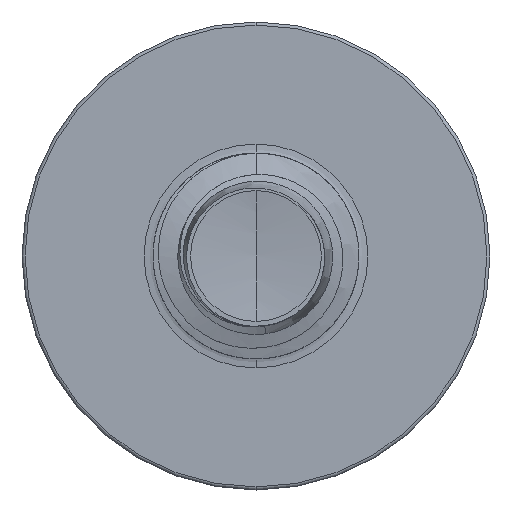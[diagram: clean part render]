
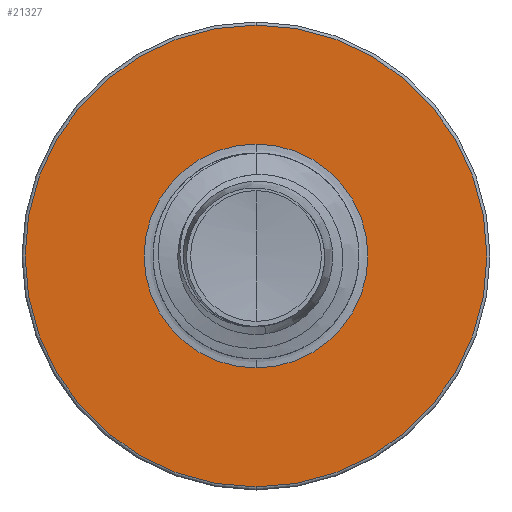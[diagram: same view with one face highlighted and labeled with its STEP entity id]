
A CAD part, front view. The second image highlights one B-rep face of the part: STEP entity #21327.
In plain terms, the highlighted planar face has unit normal (0, -1, 0).
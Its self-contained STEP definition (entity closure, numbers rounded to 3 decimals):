
#237 = EDGE_CURVE ( 'NONE', #19960, #8710, #2754, .T. ) ;
#588 = VERTEX_POINT ( 'NONE', #10783 ) ;
#613 = CARTESIAN_POINT ( 'NONE',  ( 0., 6.5, 0. ) ) ;
#1664 = CIRCLE ( 'NONE', #23043, 2.467 ) ;
#1741 = ORIENTED_EDGE ( 'NONE', *, *, #237, .T. ) ;
#1967 = AXIS2_PLACEMENT_3D ( 'NONE', #7017, #19401, #8901 ) ;
#2526 = DIRECTION ( 'NONE',  ( 0., 1., 0. ) ) ;
#2586 = DIRECTION ( 'NONE',  ( 0., 0., 1. ) ) ;
#2754 = CIRCLE ( 'NONE', #19635, 1.196 ) ;
#2806 = FACE_BOUND ( 'NONE', #13538, .T. ) ;
#3836 = EDGE_LOOP ( 'NONE', ( #17308, #15588 ) ) ;
#5185 = CARTESIAN_POINT ( 'NONE',  ( 0., 6.5, 0. ) ) ;
#5372 = AXIS2_PLACEMENT_3D ( 'NONE', #10103, #2526, #15559 ) ;
#7017 = CARTESIAN_POINT ( 'NONE',  ( 0., 6.5, 0. ) ) ;
#7065 = DIRECTION ( 'NONE',  ( 0., 0., 1. ) ) ;
#7151 = AXIS2_PLACEMENT_3D ( 'NONE', #613, #13811, #2586 ) ;
#7595 = VERTEX_POINT ( 'NONE', #17509 ) ;
#8503 = CARTESIAN_POINT ( 'NONE',  ( 0., 6.5, 0. ) ) ;
#8555 = DIRECTION ( 'NONE',  ( 0., 1., 0. ) ) ;
#8710 = VERTEX_POINT ( 'NONE', #18942 ) ;
#8901 = DIRECTION ( 'NONE',  ( 0., 0., 1. ) ) ;
#10103 = CARTESIAN_POINT ( 'NONE',  ( 0., 6.5, -1.196 ) ) ;
#10783 = CARTESIAN_POINT ( 'NONE',  ( 0., 6.5, 2.467 ) ) ;
#11580 = ORIENTED_EDGE ( 'NONE', *, *, #20812, .T. ) ;
#13538 = EDGE_LOOP ( 'NONE', ( #11580, #1741 ) ) ;
#13811 = DIRECTION ( 'NONE',  ( 0., 1., 0. ) ) ;
#15050 = CIRCLE ( 'NONE', #1967, 1.196 ) ;
#15559 = DIRECTION ( 'NONE',  ( 0., 0., 1. ) ) ;
#15588 = ORIENTED_EDGE ( 'NONE', *, *, #19708, .F. ) ;
#15661 = EDGE_CURVE ( 'NONE', #588, #7595, #22784, .T. ) ;
#16539 = CARTESIAN_POINT ( 'NONE',  ( 0., 6.5, -1.196 ) ) ;
#16903 = FACE_OUTER_BOUND ( 'NONE', #3836, .T. ) ;
#17308 = ORIENTED_EDGE ( 'NONE', *, *, #15661, .F. ) ;
#17509 = CARTESIAN_POINT ( 'NONE',  ( 0., 6.5, -2.467 ) ) ;
#17883 = DIRECTION ( 'NONE',  ( 0., 1., 0. ) ) ;
#18794 = PLANE ( 'NONE',  #5372 ) ;
#18942 = CARTESIAN_POINT ( 'NONE',  ( 0., 6.5, 1.196 ) ) ;
#19401 = DIRECTION ( 'NONE',  ( 0., 1., 0. ) ) ;
#19635 = AXIS2_PLACEMENT_3D ( 'NONE', #8503, #8555, #19922 ) ;
#19708 = EDGE_CURVE ( 'NONE', #7595, #588, #1664, .T. ) ;
#19922 = DIRECTION ( 'NONE',  ( 0., 0., 1. ) ) ;
#19960 = VERTEX_POINT ( 'NONE', #16539 ) ;
#20812 = EDGE_CURVE ( 'NONE', #8710, #19960, #15050, .T. ) ;
#21327 = ADVANCED_FACE ( 'NONE', ( #16903, #2806 ), #18794, .F. ) ;
#22784 = CIRCLE ( 'NONE', #7151, 2.467 ) ;
#23043 = AXIS2_PLACEMENT_3D ( 'NONE', #5185, #17883, #7065 ) ;
